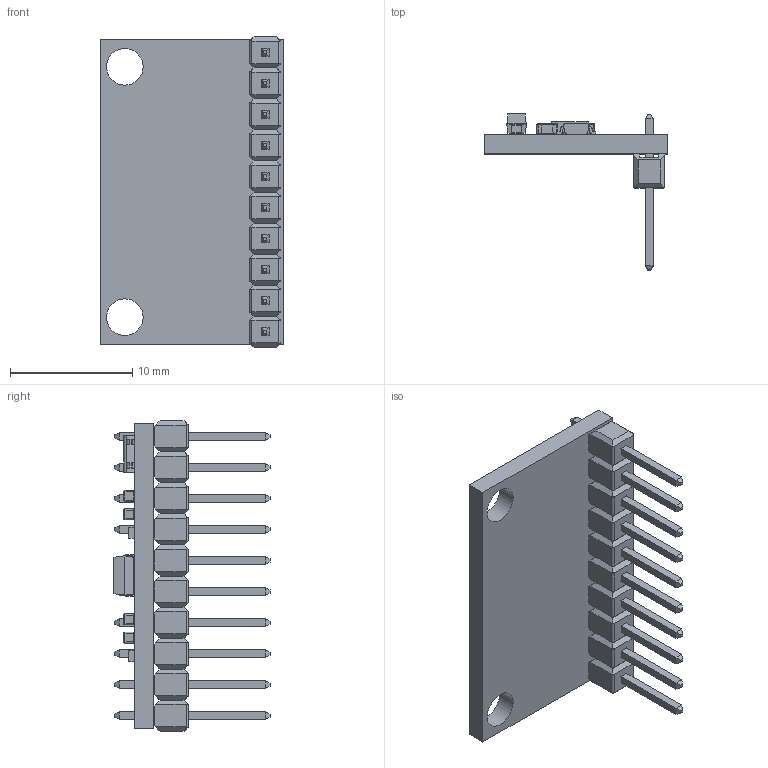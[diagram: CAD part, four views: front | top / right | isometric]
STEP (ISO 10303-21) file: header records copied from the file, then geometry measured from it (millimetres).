
FILE_DESCRIPTION(/* description */ (''),/* implementation_level */ '2;1');
FILE_NAME(/* name */ 'MPU-9250.stp',/* time_stamp */ '2019-04-15T20:32:57+02:00',/* author */ ('ZEUSLAP'),/* organization */ (''),/* preprocessor_version */ 'ST-DEVELOPER v16.13',/* originating_system */ 'Autodesk Inventor 2018',/* authorisation */ '');
FILE_SCHEMA (('AUTOMOTIVE_DESIGN { 1 0 10303 214 3 1 1 }'));
Length unit declared in the file: millimetre
Products named in the file (9): MPU-9250; board; hole_plating; Pin Header 1x10 TH Pitch 2.54mm; MPU-9250_1; tantalum 10uF; SOT23_5; RESC-0603; CAPC-0603-T0.9-BN
Assembly tree (35 placements, depth 2):
  MPU-9250
    board
    hole_plating  x20
    Pin Header 1x10 TH Pitch 2.54mm
    MPU-9250_1
    tantalum 10uF
    SOT23_5
    RESC-0603  x5
    CAPC-0603-T0.9-BN  x5
Bounding box: 15 x 12.78 x 25.4 mm (x, y, z)
Volume: 636.6 mm3; surface area: 1791.7 mm2
Topology: 54 solids, 64 shells, 1240 faces, 3325 edges, 2244 vertices
Faces by surface type: plane 924, cylinder 222, bspline 54, sphere 40
Full cylindrical faces by diameter (mm): 0.392 x1, 0.5 x1, 1 x30, 1.5 x20, 3 x2
Entity records: 26571 total; most frequent: CARTESIAN_POINT 5217, ORIENTED_EDGE 4308, DIRECTION 3947, EDGE_CURVE 2187, LINE 1831, VECTOR 1831, VERTEX_POINT 1432, AXIS2_PLACEMENT_3D 1058
